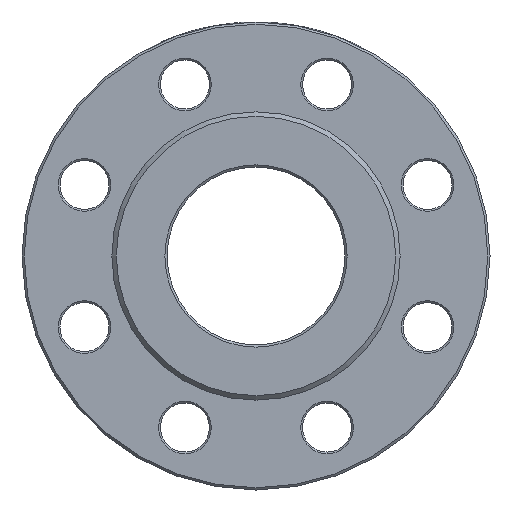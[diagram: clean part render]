
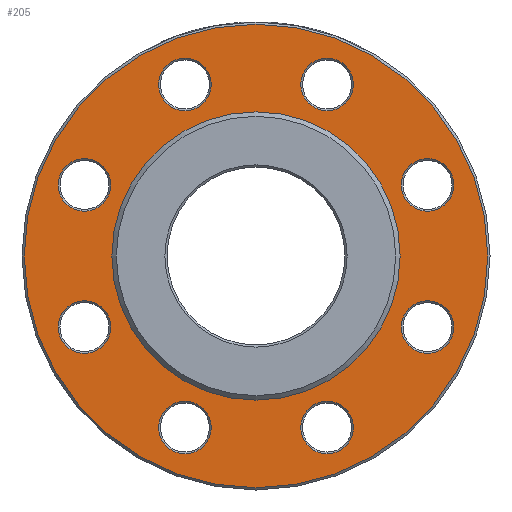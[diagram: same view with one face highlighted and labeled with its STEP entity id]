
A CAD part, left-side view. The second image highlights one B-rep face of the part: STEP entity #205.
In plain terms, the highlighted planar face has unit normal (-1, 0, 0).
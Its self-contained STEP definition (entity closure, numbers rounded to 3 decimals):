
#102 = DIRECTION ( 'NONE',  ( 0., 0.707, 0.707 ) ) ;
#120 = CARTESIAN_POINT ( 'NONE',  ( 3., 65.535, 115.485 ) ) ;
#122 = CARTESIAN_POINT ( 'NONE',  ( 3., 115.485, -47.835 ) ) ;
#149 = VERTEX_POINT ( 'NONE', #1128 ) ;
#205 = ADVANCED_FACE ( 'NONE', ( #2734, #3294, #4212, #6133, #1323, #4644, #4180, #1797, #3708, #3235 ), #3738, .F. ) ;
#241 = EDGE_CURVE ( 'NONE', #1380, #1380, #4088, .T. ) ;
#371 = ORIENTED_EDGE ( 'NONE', *, *, #2361, .T. ) ;
#382 = ORIENTED_EDGE ( 'NONE', *, *, #975, .T. ) ;
#408 = DIRECTION ( 'NONE',  ( 0., 0., -1. ) ) ;
#443 = DIRECTION ( 'NONE',  ( 0., 0., -1. ) ) ;
#503 = EDGE_CURVE ( 'NONE', #2516, #2516, #2090, .T. ) ;
#549 = CIRCLE ( 'NONE', #5745, 17.7 ) ;
#650 = VERTEX_POINT ( 'NONE', #3513 ) ;
#651 = EDGE_LOOP ( 'NONE', ( #5552 ) ) ;
#660 = DIRECTION ( 'NONE',  ( 1., 0., 0. ) ) ;
#730 = ORIENTED_EDGE ( 'NONE', *, *, #3504, .T. ) ;
#745 = VERTEX_POINT ( 'NONE', #4076 ) ;
#881 = EDGE_LOOP ( 'NONE', ( #730 ) ) ;
#886 = DIRECTION ( 'NONE',  ( 1., 0., 0. ) ) ;
#975 = EDGE_CURVE ( 'NONE', #3483, #3483, #549, .T. ) ;
#1035 = VERTEX_POINT ( 'NONE', #5904 ) ;
#1067 = VERTEX_POINT ( 'NONE', #1982 ) ;
#1128 = CARTESIAN_POINT ( 'NONE',  ( 3., 0., 97. ) ) ;
#1132 = CARTESIAN_POINT ( 'NONE',  ( 3., -115.485, 47.835 ) ) ;
#1323 = FACE_BOUND ( 'NONE', #5125, .T. ) ;
#1341 = DIRECTION ( 'NONE',  ( 1., 0., 0. ) ) ;
#1376 = EDGE_LOOP ( 'NONE', ( #1730 ) ) ;
#1380 = VERTEX_POINT ( 'NONE', #2362 ) ;
#1415 = DIRECTION ( 'NONE',  ( -1., 0., 0. ) ) ;
#1420 = DIRECTION ( 'NONE',  ( 0., -0.707, -0.707 ) ) ;
#1444 = DIRECTION ( 'NONE',  ( 0., 0., 1. ) ) ;
#1477 = CARTESIAN_POINT ( 'NONE',  ( 3., 0., 0. ) ) ;
#1505 = CARTESIAN_POINT ( 'NONE',  ( 3., -65.535, -115.485 ) ) ;
#1678 = AXIS2_PLACEMENT_3D ( 'NONE', #122, #2046, #5310 ) ;
#1730 = ORIENTED_EDGE ( 'NONE', *, *, #2700, .F. ) ;
#1775 = CIRCLE ( 'NONE', #2283, 17.7 ) ;
#1797 = FACE_BOUND ( 'NONE', #5540, .T. ) ;
#1834 = CARTESIAN_POINT ( 'NONE',  ( 3., 47.835, -115.485 ) ) ;
#1864 = CIRCLE ( 'NONE', #3463, 17.7 ) ;
#1866 = DIRECTION ( 'NONE',  ( 1., 0., 0. ) ) ;
#1930 = DIRECTION ( 'NONE',  ( -1., 0., 0. ) ) ;
#1982 = CARTESIAN_POINT ( 'NONE',  ( 3., -35.32, 128.001 ) ) ;
#2015 = EDGE_CURVE ( 'NONE', #650, #650, #1864, .T. ) ;
#2046 = DIRECTION ( 'NONE',  ( 1., 0., 0. ) ) ;
#2090 = CIRCLE ( 'NONE', #2188, 17.7 ) ;
#2118 = ORIENTED_EDGE ( 'NONE', *, *, #4687, .T. ) ;
#2188 = AXIS2_PLACEMENT_3D ( 'NONE', #4605, #1341, #2230 ) ;
#2223 = DIRECTION ( 'NONE',  ( 1., 0., 0. ) ) ;
#2230 = DIRECTION ( 'NONE',  ( 0., -0.707, 0.707 ) ) ;
#2283 = AXIS2_PLACEMENT_3D ( 'NONE', #1834, #1866, #1420 ) ;
#2361 = EDGE_CURVE ( 'NONE', #1067, #1067, #2766, .T. ) ;
#2362 = CARTESIAN_POINT ( 'NONE',  ( 3., 115.485, -65.535 ) ) ;
#2380 = AXIS2_PLACEMENT_3D ( 'NONE', #3553, #3115, #5058 ) ;
#2488 = DIRECTION ( 'NONE',  ( 1., 0., 0. ) ) ;
#2516 = VERTEX_POINT ( 'NONE', #5871 ) ;
#2586 = DIRECTION ( 'NONE',  ( 0., 0.707, -0.707 ) ) ;
#2590 = DIRECTION ( 'NONE',  ( 1., 0., 0. ) ) ;
#2678 = AXIS2_PLACEMENT_3D ( 'NONE', #5148, #886, #408 ) ;
#2685 = CIRCLE ( 'NONE', #3491, 156. ) ;
#2700 = EDGE_CURVE ( 'NONE', #149, #149, #5775, .T. ) ;
#2734 = FACE_BOUND ( 'NONE', #3174, .T. ) ;
#2766 = CIRCLE ( 'NONE', #3665, 17.7 ) ;
#2789 = CIRCLE ( 'NONE', #4199, 17.7 ) ;
#2817 = ORIENTED_EDGE ( 'NONE', *, *, #503, .T. ) ;
#2899 = EDGE_LOOP ( 'NONE', ( #2118 ) ) ;
#2979 = DIRECTION ( 'NONE',  ( 0., 0., 1. ) ) ;
#3044 = EDGE_LOOP ( 'NONE', ( #5145 ) ) ;
#3115 = DIRECTION ( 'NONE',  ( 1., 0., 0. ) ) ;
#3127 = CARTESIAN_POINT ( 'NONE',  ( 3., 47.835, 115.485 ) ) ;
#3174 = EDGE_LOOP ( 'NONE', ( #3239 ) ) ;
#3235 = FACE_BOUND ( 'NONE', #1376, .T. ) ;
#3239 = ORIENTED_EDGE ( 'NONE', *, *, #5890, .T. ) ;
#3294 = FACE_BOUND ( 'NONE', #4654, .T. ) ;
#3463 = AXIS2_PLACEMENT_3D ( 'NONE', #1132, #2488, #2979 ) ;
#3483 = VERTEX_POINT ( 'NONE', #120 ) ;
#3491 = AXIS2_PLACEMENT_3D ( 'NONE', #5322, #1930, #443 ) ;
#3504 = EDGE_CURVE ( 'NONE', #3982, #3982, #4275, .T. ) ;
#3513 = CARTESIAN_POINT ( 'NONE',  ( 3., -115.485, 65.535 ) ) ;
#3520 = EDGE_LOOP ( 'NONE', ( #371 ) ) ;
#3553 = CARTESIAN_POINT ( 'NONE',  ( 3., -47.835, -115.485 ) ) ;
#3665 = AXIS2_PLACEMENT_3D ( 'NONE', #4900, #2590, #102 ) ;
#3708 = FACE_OUTER_BOUND ( 'NONE', #2899, .T. ) ;
#3738 = PLANE ( 'NONE',  #2678 ) ;
#3918 = CARTESIAN_POINT ( 'NONE',  ( 3., 35.32, -128.001 ) ) ;
#3960 = EDGE_CURVE ( 'NONE', #5308, #5308, #1775, .T. ) ;
#3982 = VERTEX_POINT ( 'NONE', #1505 ) ;
#4076 = CARTESIAN_POINT ( 'NONE',  ( 3., 128.001, 35.32 ) ) ;
#4088 = CIRCLE ( 'NONE', #1678, 17.7 ) ;
#4180 = FACE_BOUND ( 'NONE', #3044, .T. ) ;
#4199 = AXIS2_PLACEMENT_3D ( 'NONE', #4958, #660, #2586 ) ;
#4212 = FACE_BOUND ( 'NONE', #3520, .T. ) ;
#4275 = CIRCLE ( 'NONE', #2380, 17.7 ) ;
#4605 = CARTESIAN_POINT ( 'NONE',  ( 3., -115.485, -47.835 ) ) ;
#4644 = FACE_BOUND ( 'NONE', #881, .T. ) ;
#4654 = EDGE_LOOP ( 'NONE', ( #382 ) ) ;
#4664 = AXIS2_PLACEMENT_3D ( 'NONE', #1477, #1415, #1444 ) ;
#4687 = EDGE_CURVE ( 'NONE', #1035, #1035, #2685, .T. ) ;
#4900 = CARTESIAN_POINT ( 'NONE',  ( 3., -47.835, 115.485 ) ) ;
#4958 = CARTESIAN_POINT ( 'NONE',  ( 3., 115.485, 47.835 ) ) ;
#5037 = DIRECTION ( 'NONE',  ( 0., 1., 0. ) ) ;
#5058 = DIRECTION ( 'NONE',  ( 0., -1., 0. ) ) ;
#5125 = EDGE_LOOP ( 'NONE', ( #2817 ) ) ;
#5145 = ORIENTED_EDGE ( 'NONE', *, *, #3960, .T. ) ;
#5148 = CARTESIAN_POINT ( 'NONE',  ( 3., 97., 0. ) ) ;
#5308 = VERTEX_POINT ( 'NONE', #3918 ) ;
#5310 = DIRECTION ( 'NONE',  ( 0., 0., -1. ) ) ;
#5322 = CARTESIAN_POINT ( 'NONE',  ( 3., 0., 0. ) ) ;
#5540 = EDGE_LOOP ( 'NONE', ( #6101 ) ) ;
#5552 = ORIENTED_EDGE ( 'NONE', *, *, #2015, .T. ) ;
#5745 = AXIS2_PLACEMENT_3D ( 'NONE', #3127, #2223, #5037 ) ;
#5775 = CIRCLE ( 'NONE', #4664, 97. ) ;
#5871 = CARTESIAN_POINT ( 'NONE',  ( 3., -128.001, -35.32 ) ) ;
#5890 = EDGE_CURVE ( 'NONE', #745, #745, #2789, .T. ) ;
#5904 = CARTESIAN_POINT ( 'NONE',  ( 3., 0., -156. ) ) ;
#6101 = ORIENTED_EDGE ( 'NONE', *, *, #241, .T. ) ;
#6133 = FACE_BOUND ( 'NONE', #651, .T. ) ;
